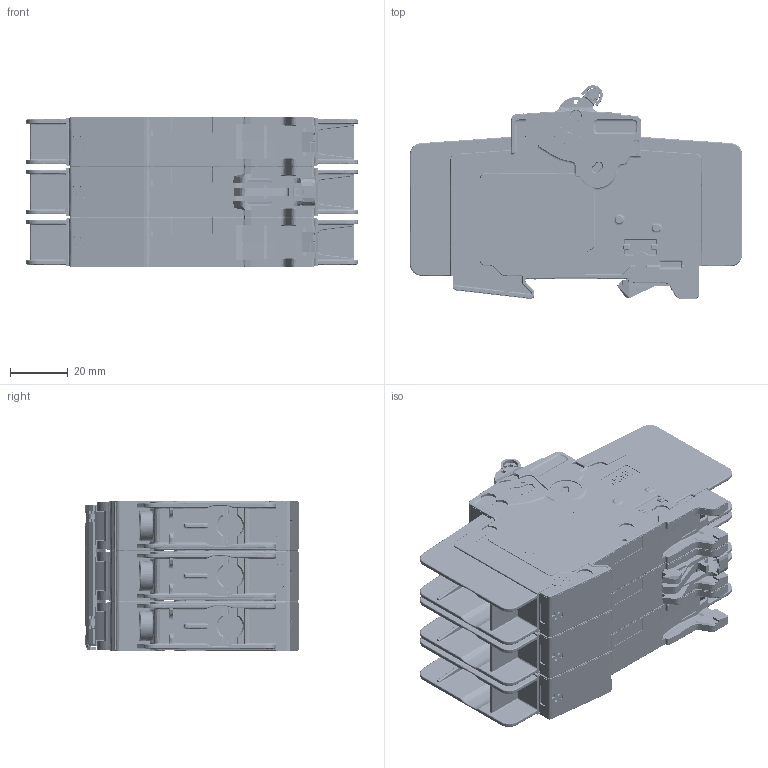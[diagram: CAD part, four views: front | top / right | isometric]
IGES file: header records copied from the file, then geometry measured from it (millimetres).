
Start section:  PTC IGES file: 2cds273327_su203pr.igs
Global section: file name: 2cds273327_su203pr.igs; native system: Creo Elements/Pro by Parametric Technology Corporation; preprocessor: 2011080; author: DEU121775; organization: Unknown; date: 20110907.130457; units: millimetre
Bounding box: 115 x 73.84 x 52.2 mm (x, y, z)
Volume: 223664.3 mm3; surface area: 92003.8 mm2
Topology: 2 solids, 8 shells, 9959 faces, 26599 edges, 16923 vertices
Faces by surface type: bspline 9959
